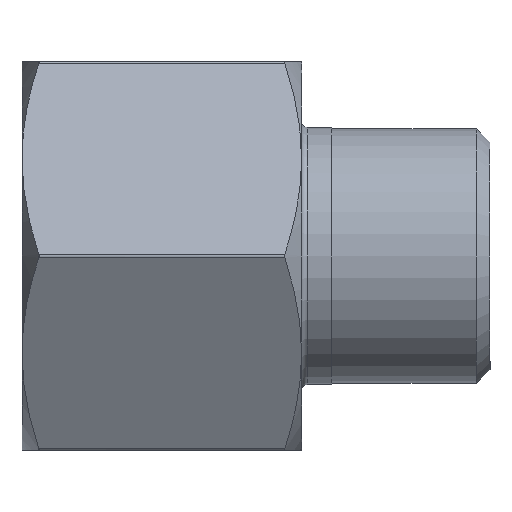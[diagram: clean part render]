
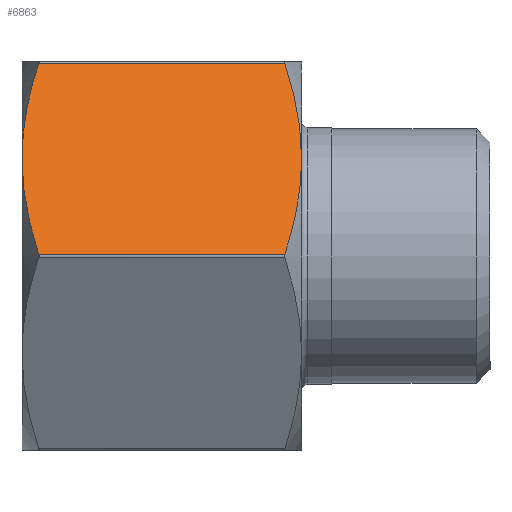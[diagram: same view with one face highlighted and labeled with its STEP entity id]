
A CAD part, front view. The second image highlights one B-rep face of the part: STEP entity #6863.
In plain terms, the highlighted planar face has unit normal (0, -0.866, 0.5).
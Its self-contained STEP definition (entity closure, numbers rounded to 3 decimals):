
#631 = EDGE_LOOP ( 'NONE', ( #1130, #1112, #1087, #1084, #1116, #1102 ) ) ;
#1084 = ORIENTED_EDGE ( 'NONE', *, *, #6089, .F. ) ;
#1087 = ORIENTED_EDGE ( 'NONE', *, *, #6402, .T. ) ;
#1102 = ORIENTED_EDGE ( 'NONE', *, *, #6095, .T. ) ;
#1112 = ORIENTED_EDGE ( 'NONE', *, *, #6324, .T. ) ;
#1116 = ORIENTED_EDGE ( 'NONE', *, *, #6173, .T. ) ;
#1130 = ORIENTED_EDGE ( 'NONE', *, *, #6183, .F. ) ;
#1144 =( BOUNDED_CURVE ( )  B_SPLINE_CURVE ( 2, ( #10671, #10712, #10675 ),
 .UNSPECIFIED., .F., .F. ) 
 B_SPLINE_CURVE_WITH_KNOTS ( ( 3, 3 ),
 ( 1.363, 2.339 ),
 .UNSPECIFIED. ) 
 CURVE ( )  GEOMETRIC_REPRESENTATION_ITEM ( )  RATIONAL_B_SPLINE_CURVE ( ( 1., 1.052, 1.029 ) ) 
 REPRESENTATION_ITEM ( '' )  );
#1148 =( BOUNDED_CURVE ( )  B_SPLINE_CURVE ( 2, ( #10837, #10838, #10832 ),
 .UNSPECIFIED., .F., .T. ) 
 B_SPLINE_CURVE_WITH_KNOTS ( ( 3, 3 ),
 ( 0.387, 1.363 ),
 .UNSPECIFIED. ) 
 CURVE ( )  GEOMETRIC_REPRESENTATION_ITEM ( )  RATIONAL_B_SPLINE_CURVE ( ( 1.029, 1.052, 1. ) ) 
 REPRESENTATION_ITEM ( '' )  );
#1169 =( BOUNDED_CURVE ( )  B_SPLINE_CURVE ( 2, ( #11095, #11104, #11099 ),
 .UNSPECIFIED., .F., .T. ) 
 B_SPLINE_CURVE_WITH_KNOTS ( ( 3, 3 ),
 ( 0.387, 1.363 ),
 .UNSPECIFIED. ) 
 CURVE ( )  GEOMETRIC_REPRESENTATION_ITEM ( )  RATIONAL_B_SPLINE_CURVE ( ( 1.029, 1.052, 1. ) ) 
 REPRESENTATION_ITEM ( '' )  );
#1184 =( BOUNDED_CURVE ( )  B_SPLINE_CURVE ( 2, ( #11245, #10612, #11088 ),
 .UNSPECIFIED., .F., .T. ) 
 B_SPLINE_CURVE_WITH_KNOTS ( ( 3, 3 ),
 ( 1.363, 2.339 ),
 .UNSPECIFIED. ) 
 CURVE ( )  GEOMETRIC_REPRESENTATION_ITEM ( )  RATIONAL_B_SPLINE_CURVE ( ( 1., 1.052, 1.029 ) ) 
 REPRESENTATION_ITEM ( '' )  );
#1599 = VECTOR ( 'NONE', #10705, 1000. ) ;
#1634 = VECTOR ( 'NONE', #10853, 1000. ) ;
#1922 = AXIS2_PLACEMENT_3D ( 'NONE', #7499, #7477, #7500 ) ;
#5117 = VERTEX_POINT ( 'NONE', #8968 ) ;
#5119 = VERTEX_POINT ( 'NONE', #8981 ) ;
#5139 = VERTEX_POINT ( 'NONE', #9018 ) ;
#5153 = VERTEX_POINT ( 'NONE', #9038 ) ;
#5189 = VERTEX_POINT ( 'NONE', #9118 ) ;
#5196 = VERTEX_POINT ( 'NONE', #9099 ) ;
#6089 = EDGE_CURVE ( 'NONE', #5189, #5117, #10689, .T. ) ;
#6095 = EDGE_CURVE ( 'NONE', #5153, #5196, #1144, .T. ) ;
#6173 = EDGE_CURVE ( 'NONE', #5189, #5153, #1148, .T. ) ;
#6183 = EDGE_CURVE ( 'NONE', #5119, #5196, #10851, .T. ) ;
#6324 = EDGE_CURVE ( 'NONE', #5119, #5139, #1169, .T. ) ;
#6402 = EDGE_CURVE ( 'NONE', #5139, #5117, #1184, .T. ) ;
#6863 = ADVANCED_FACE ( 'NONE', ( #7483 ), #7480, .T. ) ;
#7477 = DIRECTION ( 'NONE',  ( 0., -0.866, 0.5 ) ) ;
#7480 = PLANE ( 'NONE',  #1922 ) ;
#7483 = FACE_OUTER_BOUND ( 'NONE', #631, .T. ) ;
#7499 = CARTESIAN_POINT ( 'NONE',  ( 11.5, -18.475, 0. ) ) ;
#7500 = DIRECTION ( 'NONE',  ( 0., 0.5, 0.866 ) ) ;
#8968 = CARTESIAN_POINT ( 'NONE',  ( 21.621, -9.324, 15.85 ) ) ;
#8981 = CARTESIAN_POINT ( 'NONE',  ( 21.621, -18.389, 0.15 ) ) ;
#9018 = CARTESIAN_POINT ( 'NONE',  ( 23., -13.856, 8. ) ) ;
#9038 = CARTESIAN_POINT ( 'NONE',  ( 0., -13.856, 8. ) ) ;
#9099 = CARTESIAN_POINT ( 'NONE',  ( 1.379, -18.389, 0.15 ) ) ;
#9118 = CARTESIAN_POINT ( 'NONE',  ( 1.379, -9.324, 15.85 ) ) ;
#10612 = CARTESIAN_POINT ( 'NONE',  ( 23., -11.748, 11.652 ) ) ;
#10671 = CARTESIAN_POINT ( 'NONE',  ( 0., -13.856, 8. ) ) ;
#10675 = CARTESIAN_POINT ( 'NONE',  ( 1.379, -18.389, 0.15 ) ) ;
#10689 = LINE ( 'NONE', #10703, #1599 ) ;
#10703 = CARTESIAN_POINT ( 'NONE',  ( 11.5, -9.324, 15.85 ) ) ;
#10705 = DIRECTION ( 'NONE',  ( 1., 0., 0. ) ) ;
#10712 = CARTESIAN_POINT ( 'NONE',  ( 0., -15.965, 4.348 ) ) ;
#10832 = CARTESIAN_POINT ( 'NONE',  ( 0., -13.856, 8. ) ) ;
#10837 = CARTESIAN_POINT ( 'NONE',  ( 1.379, -9.324, 15.85 ) ) ;
#10838 = CARTESIAN_POINT ( 'NONE',  ( 0., -11.748, 11.652 ) ) ;
#10851 = LINE ( 'NONE', #10852, #1634 ) ;
#10852 = CARTESIAN_POINT ( 'NONE',  ( 11.5, -18.389, 0.15 ) ) ;
#10853 = DIRECTION ( 'NONE',  ( -1., 0., 0. ) ) ;
#11088 = CARTESIAN_POINT ( 'NONE',  ( 21.621, -9.324, 15.85 ) ) ;
#11095 = CARTESIAN_POINT ( 'NONE',  ( 21.621, -18.389, 0.15 ) ) ;
#11099 = CARTESIAN_POINT ( 'NONE',  ( 23., -13.856, 8. ) ) ;
#11104 = CARTESIAN_POINT ( 'NONE',  ( 23., -15.965, 4.348 ) ) ;
#11245 = CARTESIAN_POINT ( 'NONE',  ( 23., -13.856, 8. ) ) ;
